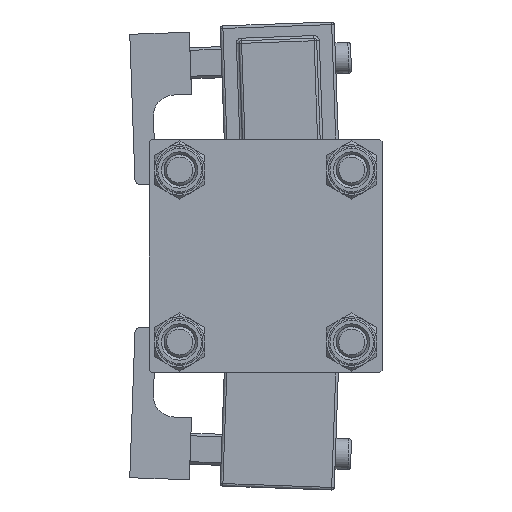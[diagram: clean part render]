
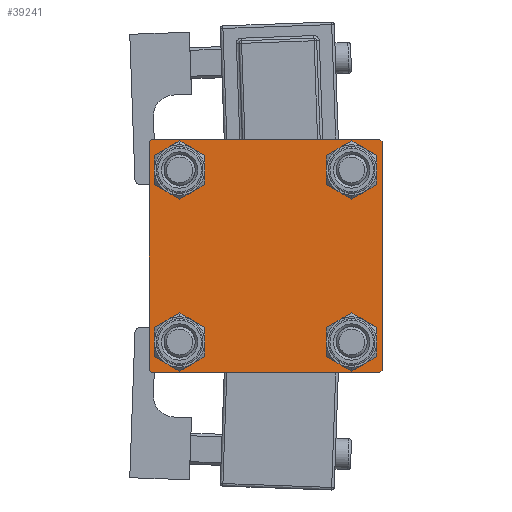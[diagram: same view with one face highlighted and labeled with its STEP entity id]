
A CAD part, left-side view. The second image highlights one B-rep face of the part: STEP entity #39241.
In plain terms, the highlighted planar face has unit normal (-1, 0, 0).
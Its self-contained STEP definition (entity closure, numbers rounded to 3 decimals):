
#903 = CARTESIAN_POINT ( 'NONE',  ( 0., 22.5, -22. ) ) ;
#1196 = ORIENTED_EDGE ( 'NONE', *, *, #37696, .T. ) ;
#1330 = EDGE_LOOP ( 'NONE', ( #24285, #15876 ) ) ;
#1360 = CIRCLE ( 'NONE', #27452, 3.5 ) ;
#1606 = VERTEX_POINT ( 'NONE', #3841 ) ;
#1832 = CARTESIAN_POINT ( 'NONE',  ( 0., 16.6, 13.1 ) ) ;
#3698 = CARTESIAN_POINT ( 'NONE',  ( 0., 22.25, 22.25 ) ) ;
#3841 = CARTESIAN_POINT ( 'NONE',  ( 0., 22., 22.5 ) ) ;
#5677 = LINE ( 'NONE', #41854, #31344 ) ;
#6081 = CARTESIAN_POINT ( 'NONE',  ( 0., -16.6, -20.1 ) ) ;
#6502 = EDGE_CURVE ( 'NONE', #12547, #12967, #20734, .T. ) ;
#6578 = VERTEX_POINT ( 'NONE', #31055 ) ;
#6595 = DIRECTION ( 'NONE',  ( 0., 0., 1. ) ) ;
#6688 = VERTEX_POINT ( 'NONE', #20859 ) ;
#6890 = DIRECTION ( 'NONE',  ( 1., 0., 0. ) ) ;
#6939 = AXIS2_PLACEMENT_3D ( 'NONE', #14230, #26486, #6595 ) ;
#7272 = ORIENTED_EDGE ( 'NONE', *, *, #53408, .T. ) ;
#7858 = DIRECTION ( 'NONE',  ( 1., 0., 0. ) ) ;
#8146 = DIRECTION ( 'NONE',  ( 0., 0., 1. ) ) ;
#8406 = ORIENTED_EDGE ( 'NONE', *, *, #51749, .T. ) ;
#8690 = CIRCLE ( 'NONE', #6939, 3.5 ) ;
#8746 = ORIENTED_EDGE ( 'NONE', *, *, #31759, .F. ) ;
#9218 = VERTEX_POINT ( 'NONE', #13044 ) ;
#9434 = VERTEX_POINT ( 'NONE', #11365 ) ;
#10659 = EDGE_CURVE ( 'NONE', #34115, #6578, #33282, .T. ) ;
#10767 = VERTEX_POINT ( 'NONE', #6081 ) ;
#11365 = CARTESIAN_POINT ( 'NONE',  ( 0., -22., -22.5 ) ) ;
#11389 = CARTESIAN_POINT ( 'NONE',  ( 0., -16.6, -16.6 ) ) ;
#11606 = CARTESIAN_POINT ( 'NONE',  ( 0., -16.6, 20.1 ) ) ;
#12044 = ORIENTED_EDGE ( 'NONE', *, *, #40908, .F. ) ;
#12263 = VERTEX_POINT ( 'NONE', #39688 ) ;
#12315 = LINE ( 'NONE', #29733, #39998 ) ;
#12363 = FACE_OUTER_BOUND ( 'NONE', #39752, .T. ) ;
#12547 = VERTEX_POINT ( 'NONE', #15406 ) ;
#12967 = VERTEX_POINT ( 'NONE', #903 ) ;
#12974 = ORIENTED_EDGE ( 'NONE', *, *, #25431, .T. ) ;
#12977 = DIRECTION ( 'NONE',  ( 1., 0., 0. ) ) ;
#13044 = CARTESIAN_POINT ( 'NONE',  ( 0., -22., 22.5 ) ) ;
#13247 = LINE ( 'NONE', #45861, #27498 ) ;
#13493 = AXIS2_PLACEMENT_3D ( 'NONE', #11389, #7858, #20113 ) ;
#13587 = AXIS2_PLACEMENT_3D ( 'NONE', #24705, #12977, #29865 ) ;
#14230 = CARTESIAN_POINT ( 'NONE',  ( 0., 16.6, 16.6 ) ) ;
#14718 = ORIENTED_EDGE ( 'NONE', *, *, #32398, .T. ) ;
#15124 = CARTESIAN_POINT ( 'NONE',  ( 0., 22.5, 22.5 ) ) ;
#15161 = CIRCLE ( 'NONE', #16913, 3.5 ) ;
#15406 = CARTESIAN_POINT ( 'NONE',  ( 0., 22.5, 22. ) ) ;
#15431 = LINE ( 'NONE', #35831, #48414 ) ;
#15876 = ORIENTED_EDGE ( 'NONE', *, *, #20756, .T. ) ;
#16126 = CARTESIAN_POINT ( 'NONE',  ( 0., -22.5, 22. ) ) ;
#16261 = CARTESIAN_POINT ( 'NONE',  ( 0., -16.6, 16.6 ) ) ;
#16913 = AXIS2_PLACEMENT_3D ( 'NONE', #44677, #6890, #40606 ) ;
#16975 = PLANE ( 'NONE',  #24353 ) ;
#17227 = EDGE_LOOP ( 'NONE', ( #28059, #1196 ) ) ;
#17670 = LINE ( 'NONE', #15124, #35714 ) ;
#17741 = VERTEX_POINT ( 'NONE', #16126 ) ;
#18298 = EDGE_CURVE ( 'NONE', #9434, #51716, #13247, .T. ) ;
#18299 = EDGE_CURVE ( 'NONE', #48753, #50602, #50920, .T. ) ;
#18380 = CARTESIAN_POINT ( 'NONE',  ( 0., 22.5, -22.5 ) ) ;
#18798 = EDGE_LOOP ( 'NONE', ( #7272, #8406 ) ) ;
#18965 = ORIENTED_EDGE ( 'NONE', *, *, #18298, .T. ) ;
#19953 = CIRCLE ( 'NONE', #50335, 3.5 ) ;
#20113 = DIRECTION ( 'NONE',  ( 0., 0., 1. ) ) ;
#20734 = LINE ( 'NONE', #45982, #31591 ) ;
#20756 = EDGE_CURVE ( 'NONE', #6578, #34115, #1360, .T. ) ;
#20859 = CARTESIAN_POINT ( 'NONE',  ( 0., 16.6, 20.1 ) ) ;
#21184 = DIRECTION ( 'NONE',  ( 1., 0., 0. ) ) ;
#21595 = DIRECTION ( 'NONE',  ( 0., 0., 1. ) ) ;
#22272 = DIRECTION ( 'NONE',  ( 0., -0.707, -0.707 ) ) ;
#23280 = DIRECTION ( 'NONE',  ( 0., -1., 0. ) ) ;
#24110 = LINE ( 'NONE', #3698, #30481 ) ;
#24285 = ORIENTED_EDGE ( 'NONE', *, *, #10659, .T. ) ;
#24353 = AXIS2_PLACEMENT_3D ( 'NONE', #28983, #49611, #21595 ) ;
#24705 = CARTESIAN_POINT ( 'NONE',  ( 0., 16.6, -16.6 ) ) ;
#25431 = EDGE_CURVE ( 'NONE', #17741, #9218, #15431, .T. ) ;
#26446 = VECTOR ( 'NONE', #51282, 1000. ) ;
#26457 = CARTESIAN_POINT ( 'NONE',  ( 0., 16.6, 16.6 ) ) ;
#26486 = DIRECTION ( 'NONE',  ( 1., 0., 0. ) ) ;
#27419 = VERTEX_POINT ( 'NONE', #1832 ) ;
#27430 = ORIENTED_EDGE ( 'NONE', *, *, #48667, .T. ) ;
#27452 = AXIS2_PLACEMENT_3D ( 'NONE', #51037, #38004, #41810 ) ;
#27498 = VECTOR ( 'NONE', #49694, 1000. ) ;
#28059 = ORIENTED_EDGE ( 'NONE', *, *, #18299, .T. ) ;
#28667 = DIRECTION ( 'NONE',  ( 0., 0., -1. ) ) ;
#28983 = CARTESIAN_POINT ( 'NONE',  ( 0., 0., 0. ) ) ;
#29252 = FACE_BOUND ( 'NONE', #34767, .T. ) ;
#29733 = CARTESIAN_POINT ( 'NONE',  ( 0., -22.5, 22.5 ) ) ;
#29865 = DIRECTION ( 'NONE',  ( 0., 0., 1. ) ) ;
#30481 = VECTOR ( 'NONE', #40674, 1000. ) ;
#31055 = CARTESIAN_POINT ( 'NONE',  ( 0., -16.6, 13.1 ) ) ;
#31344 = VECTOR ( 'NONE', #22272, 1000. ) ;
#31591 = VECTOR ( 'NONE', #45721, 1000. ) ;
#31759 = EDGE_CURVE ( 'NONE', #17741, #51716, #12315, .T. ) ;
#32398 = EDGE_CURVE ( 'NONE', #1606, #12547, #24110, .T. ) ;
#32905 = CARTESIAN_POINT ( 'NONE',  ( 0., 16.6, -16.6 ) ) ;
#32952 = ORIENTED_EDGE ( 'NONE', *, *, #50392, .T. ) ;
#33282 = CIRCLE ( 'NONE', #35020, 3.5 ) ;
#33501 = CIRCLE ( 'NONE', #13493, 3.5 ) ;
#34115 = VERTEX_POINT ( 'NONE', #11606 ) ;
#34290 = AXIS2_PLACEMENT_3D ( 'NONE', #26457, #43009, #38949 ) ;
#34549 = ORIENTED_EDGE ( 'NONE', *, *, #6502, .T. ) ;
#34649 = EDGE_CURVE ( 'NONE', #6688, #27419, #8690, .T. ) ;
#34767 = EDGE_LOOP ( 'NONE', ( #41601, #27430 ) ) ;
#35020 = AXIS2_PLACEMENT_3D ( 'NONE', #16261, #53232, #45341 ) ;
#35714 = VECTOR ( 'NONE', #23280, 1000. ) ;
#35831 = CARTESIAN_POINT ( 'NONE',  ( 0., -22.25, 22.25 ) ) ;
#36901 = DIRECTION ( 'NONE',  ( 0., 0.707, 0.707 ) ) ;
#37696 = EDGE_CURVE ( 'NONE', #50602, #48753, #19953, .T. ) ;
#38004 = DIRECTION ( 'NONE',  ( 1., 0., 0. ) ) ;
#38520 = LINE ( 'NONE', #18380, #26446 ) ;
#38742 = CARTESIAN_POINT ( 'NONE',  ( 0., -22.5, -22. ) ) ;
#38949 = DIRECTION ( 'NONE',  ( 0., 0., 1. ) ) ;
#39060 = ORIENTED_EDGE ( 'NONE', *, *, #39611, .T. ) ;
#39241 = ADVANCED_FACE ( 'NONE', ( #41192, #48255, #42514, #29252, #12363 ), #16975, .T. ) ;
#39611 = EDGE_CURVE ( 'NONE', #12967, #42647, #5677, .T. ) ;
#39688 = CARTESIAN_POINT ( 'NONE',  ( 0., -16.6, -13.1 ) ) ;
#39752 = EDGE_LOOP ( 'NONE', ( #34549, #39060, #32952, #18965, #8746, #12974, #12044, #14718 ) ) ;
#39998 = VECTOR ( 'NONE', #28667, 1000. ) ;
#40606 = DIRECTION ( 'NONE',  ( 0., 0., 1. ) ) ;
#40674 = DIRECTION ( 'NONE',  ( 0., 0.707, -0.707 ) ) ;
#40908 = EDGE_CURVE ( 'NONE', #1606, #9218, #17670, .T. ) ;
#41192 = FACE_BOUND ( 'NONE', #1330, .T. ) ;
#41601 = ORIENTED_EDGE ( 'NONE', *, *, #34649, .T. ) ;
#41810 = DIRECTION ( 'NONE',  ( 0., 0., 1. ) ) ;
#41854 = CARTESIAN_POINT ( 'NONE',  ( 0., 22.25, -22.25 ) ) ;
#42514 = FACE_BOUND ( 'NONE', #17227, .T. ) ;
#42647 = VERTEX_POINT ( 'NONE', #45075 ) ;
#43009 = DIRECTION ( 'NONE',  ( 1., 0., 0. ) ) ;
#44677 = CARTESIAN_POINT ( 'NONE',  ( 0., -16.6, -16.6 ) ) ;
#45075 = CARTESIAN_POINT ( 'NONE',  ( 0., 22., -22.5 ) ) ;
#45341 = DIRECTION ( 'NONE',  ( 0., 0., 1. ) ) ;
#45531 = CARTESIAN_POINT ( 'NONE',  ( 0., 16.6, -20.1 ) ) ;
#45721 = DIRECTION ( 'NONE',  ( 0., 0., -1. ) ) ;
#45861 = CARTESIAN_POINT ( 'NONE',  ( 0., -22.25, -22.25 ) ) ;
#45982 = CARTESIAN_POINT ( 'NONE',  ( 0., 22.5, 22.5 ) ) ;
#48255 = FACE_BOUND ( 'NONE', #18798, .T. ) ;
#48414 = VECTOR ( 'NONE', #36901, 1000. ) ;
#48624 = CARTESIAN_POINT ( 'NONE',  ( 0., 16.6, -13.1 ) ) ;
#48667 = EDGE_CURVE ( 'NONE', #27419, #6688, #52498, .T. ) ;
#48753 = VERTEX_POINT ( 'NONE', #48624 ) ;
#49611 = DIRECTION ( 'NONE',  ( -1., 0., 0. ) ) ;
#49694 = DIRECTION ( 'NONE',  ( 0., -0.707, 0.707 ) ) ;
#50335 = AXIS2_PLACEMENT_3D ( 'NONE', #32905, #21184, #8146 ) ;
#50392 = EDGE_CURVE ( 'NONE', #42647, #9434, #38520, .T. ) ;
#50602 = VERTEX_POINT ( 'NONE', #45531 ) ;
#50920 = CIRCLE ( 'NONE', #13587, 3.5 ) ;
#51037 = CARTESIAN_POINT ( 'NONE',  ( 0., -16.6, 16.6 ) ) ;
#51282 = DIRECTION ( 'NONE',  ( 0., -1., 0. ) ) ;
#51716 = VERTEX_POINT ( 'NONE', #38742 ) ;
#51749 = EDGE_CURVE ( 'NONE', #10767, #12263, #15161, .T. ) ;
#52498 = CIRCLE ( 'NONE', #34290, 3.5 ) ;
#53232 = DIRECTION ( 'NONE',  ( 1., 0., 0. ) ) ;
#53408 = EDGE_CURVE ( 'NONE', #12263, #10767, #33501, .T. ) ;
